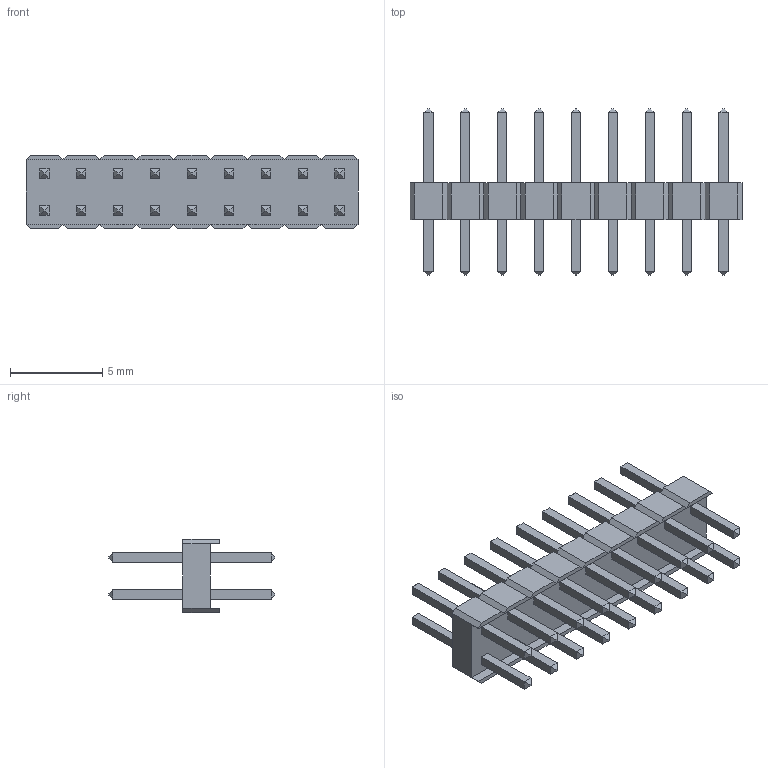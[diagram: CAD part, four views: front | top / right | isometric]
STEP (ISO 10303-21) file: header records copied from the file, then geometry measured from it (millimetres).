
FILE_DESCRIPTION(/* description */ ('STEP AP214'),/* implementation_level */ '2;1');
FILE_NAME(/* name */ 'BF050-18-A-B-0400-0300-L-G',/* time_stamp */ '2023-03-12T02:41:54+01:00',/* author */ ('License CC BY-ND 4.0'),/* organization */ ('CADENAS'),/* preprocessor_version */ 'ST-DEVELOPER v19.3',/* originating_system */ 'PARTsolutions',/* authorisation */ ' ');
FILE_SCHEMA (('TECHNICAL_DATA_PACKAGING','AUTOMOTIVE_DESIGN {1 0 10303 214 3 1 1}'));
Length unit declared in the file: millimetre
Products named in the file (3): BF050-18-A-B-0400-0300-L-G; BF050-18-A-B-0400-0300-L-G_P; BF050-18-A-B-0400-0300-L-G_H
Assembly tree (19 placements, depth 2):
  BF050-18-A-B-0400-0300-L-G
    BF050-18-A-B-0400-0300-L-G_P  x18
    BF050-18-A-B-0400-0300-L-G_H
Bounding box: 18 x 9 x 4 mm (x, y, z)
Volume: 143.1 mm3; surface area: 616.8 mm2
Topology: 19 solids, 19 shells, 386 faces, 900 edges, 552 vertices
Faces by surface type: plane 386
Entity records: 5008 total; most frequent: CARTESIAN_POINT 872, ORIENTED_EDGE 848, DIRECTION 760, EDGE_CURVE 424, LINE 424, VECTOR 424, VERTEX_POINT 280, EDGE_LOOP 184
